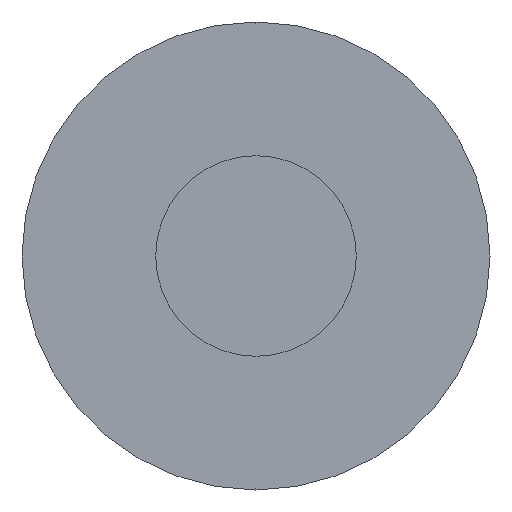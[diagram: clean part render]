
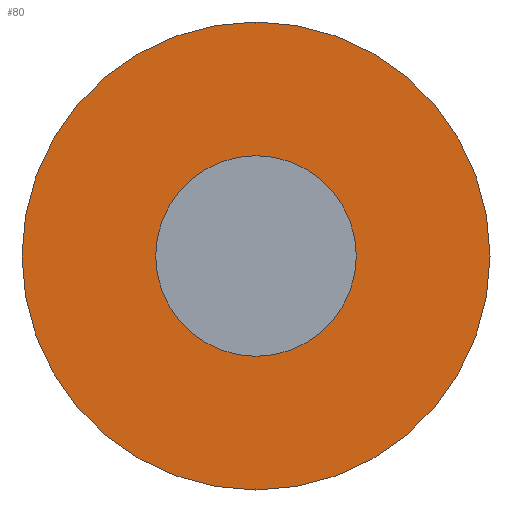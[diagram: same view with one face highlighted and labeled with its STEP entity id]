
A CAD part, left-side view. The second image highlights one B-rep face of the part: STEP entity #80.
In plain terms, the highlighted planar face has unit normal (-1, 0, 0).
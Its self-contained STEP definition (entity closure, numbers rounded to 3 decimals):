
#1 = AXIS2_PLACEMENT_3D ( 'NONE', #204, #111, #348 ) ;
#13 = AXIS2_PLACEMENT_3D ( 'NONE', #223, #303, #131 ) ;
#19 = CARTESIAN_POINT ( 'NONE',  ( 12., 0., 3. ) ) ;
#26 = ORIENTED_EDGE ( 'NONE', *, *, #370, .F. ) ;
#33 = ORIENTED_EDGE ( 'NONE', *, *, #220, .T. ) ;
#34 = CIRCLE ( 'NONE', #37, 7. ) ;
#37 = AXIS2_PLACEMENT_3D ( 'NONE', #247, #366, #42 ) ;
#42 = DIRECTION ( 'NONE',  ( 0., 0., 1. ) ) ;
#44 = ORIENTED_EDGE ( 'NONE', *, *, #225, .F. ) ;
#57 = DIRECTION ( 'NONE',  ( -1., 0., 0. ) ) ;
#62 = EDGE_CURVE ( 'NONE', #214, #133, #34, .T. ) ;
#80 = ADVANCED_FACE ( 'NONE', ( #96, #279 ), #304, .F. ) ;
#96 = FACE_BOUND ( 'NONE', #203, .T. ) ;
#105 = CARTESIAN_POINT ( 'NONE',  ( 12., 0., 7. ) ) ;
#109 = CARTESIAN_POINT ( 'NONE',  ( 12., 0., -7. ) ) ;
#111 = DIRECTION ( 'NONE',  ( -1., 0., 0. ) ) ;
#113 = CIRCLE ( 'NONE', #324, 7. ) ;
#131 = DIRECTION ( 'NONE',  ( 0., 0., -1. ) ) ;
#133 = VERTEX_POINT ( 'NONE', #105 ) ;
#148 = CIRCLE ( 'NONE', #275, 3. ) ;
#178 = DIRECTION ( 'NONE',  ( 0., 0., 1. ) ) ;
#203 = EDGE_LOOP ( 'NONE', ( #44, #26 ) ) ;
#204 = CARTESIAN_POINT ( 'NONE',  ( 12., 0., 0. ) ) ;
#208 = CARTESIAN_POINT ( 'NONE',  ( 12., 0., 0. ) ) ;
#211 = CARTESIAN_POINT ( 'NONE',  ( 12., 0., 0. ) ) ;
#214 = VERTEX_POINT ( 'NONE', #109 ) ;
#220 = EDGE_CURVE ( 'NONE', #133, #214, #113, .T. ) ;
#223 = CARTESIAN_POINT ( 'NONE',  ( 12., 3., 0. ) ) ;
#225 = EDGE_CURVE ( 'NONE', #322, #282, #345, .T. ) ;
#232 = CARTESIAN_POINT ( 'NONE',  ( 12., 0., -3. ) ) ;
#236 = DIRECTION ( 'NONE',  ( -1., 0., 0. ) ) ;
#247 = CARTESIAN_POINT ( 'NONE',  ( 12., 0., 0. ) ) ;
#253 = ORIENTED_EDGE ( 'NONE', *, *, #62, .T. ) ;
#275 = AXIS2_PLACEMENT_3D ( 'NONE', #211, #57, #376 ) ;
#279 = FACE_OUTER_BOUND ( 'NONE', #285, .T. ) ;
#282 = VERTEX_POINT ( 'NONE', #232 ) ;
#285 = EDGE_LOOP ( 'NONE', ( #33, #253 ) ) ;
#303 = DIRECTION ( 'NONE',  ( 1., 0., 0. ) ) ;
#304 = PLANE ( 'NONE',  #13 ) ;
#322 = VERTEX_POINT ( 'NONE', #19 ) ;
#324 = AXIS2_PLACEMENT_3D ( 'NONE', #208, #236, #178 ) ;
#345 = CIRCLE ( 'NONE', #1, 3. ) ;
#348 = DIRECTION ( 'NONE',  ( 0., 0., 1. ) ) ;
#366 = DIRECTION ( 'NONE',  ( -1., 0., 0. ) ) ;
#370 = EDGE_CURVE ( 'NONE', #282, #322, #148, .T. ) ;
#376 = DIRECTION ( 'NONE',  ( 0., 0., 1. ) ) ;
